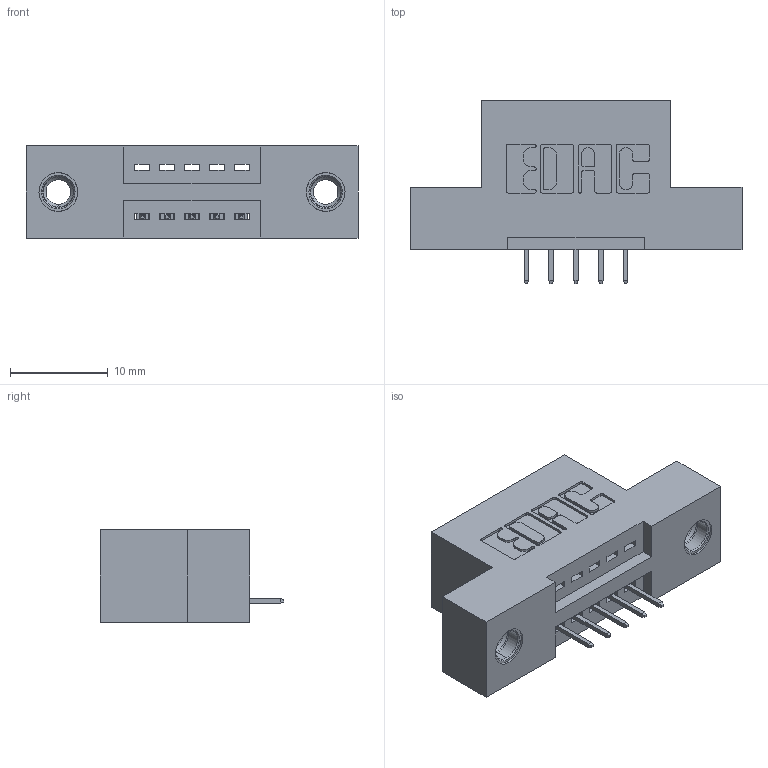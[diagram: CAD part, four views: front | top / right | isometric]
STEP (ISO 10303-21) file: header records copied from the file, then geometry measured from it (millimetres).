
FILE_DESCRIPTION (( 'STEP AP203' ), '1' );
FILE_NAME ('895-005-525-107.STEP', '2020-09-24T21:35:18', ( '' ), ( '' ), 'SwSTEP 2.0', 'SolidWorks 2020', '' );
FILE_SCHEMA (( 'CONFIG_CONTROL_DESIGN' ));
Length unit declared in the file: inch
Products named in the file (4): 845 Part_Flush Mounting Lugs - 0.156 Dia-TI; 345-250-001_345-250-005-103; 345-292-001_345-293-125; 895-005-525-107
Assembly tree (8 placements, depth 2):
  895-005-525-107
    845 Part_Flush Mounting Lugs - 0.156 Dia-TI
    345-292-001_345-293-125  x5
    345-250-001_345-250-005-103  x2
Bounding box: 33.91 x 18.72 x 9.4 mm (x, y, z)
Volume: 2883.7 mm3; surface area: 3293.8 mm2
Topology: 8 solids, 8 shells, 496 faces, 1377 edges, 890 vertices
Faces by surface type: plane 342, cylinder 138, cone 12, torus 4
Entity records: 10004 total; most frequent: CARTESIAN_POINT 1714, ORIENTED_EDGE 1646, DIRECTION 1579, EDGE_CURVE 823, LINE 655, VECTOR 655, VERTEX_POINT 540, AXIS2_PLACEMENT_3D 462
